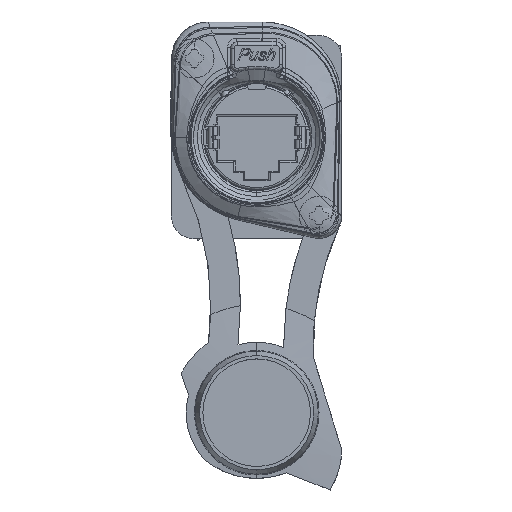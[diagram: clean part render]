
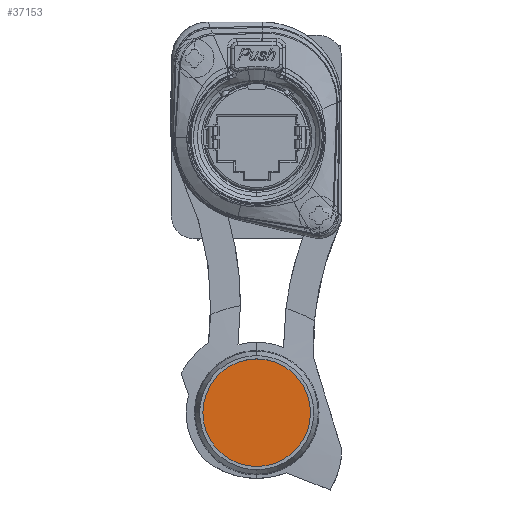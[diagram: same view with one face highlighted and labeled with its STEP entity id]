
A CAD part, top view. The second image highlights one B-rep face of the part: STEP entity #37153.
In plain terms, the highlighted planar face has unit normal (0, 0, 1).
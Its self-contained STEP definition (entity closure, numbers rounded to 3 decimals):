
#3724=CARTESIAN_POINT('',(0.,-42.,2.45));
#3725=DIRECTION('',(0.,0.,-1.));
#3726=DIRECTION('',(0.,1.,0.));
#3727=AXIS2_PLACEMENT_3D('',#3724,#3725,#3726);
#3733=CARTESIAN_POINT('',(0.,-42.,2.45));
#3734=DIRECTION('',(0.,0.,1.));
#3735=DIRECTION('',(0.,1.,0.));
#3736=AXIS2_PLACEMENT_3D('',#3733,#3734,#3735);
#27156=CARTESIAN_POINT('',(0.,-33.8,2.45));
#27158=VERTEX_POINT('',#27156);
#27162=CARTESIAN_POINT('',(0.,-50.2,2.45));
#27164=VERTEX_POINT('',#27162);
#37144=CARTESIAN_POINT('',(0.,-42.,2.45));
#37145=DIRECTION('',(0.,0.,-1.));
#37146=DIRECTION('',(0.,1.,0.));
#37147=AXIS2_PLACEMENT_3D('',#37144,#37145,#37146);
#37148=PLANE('',#37147);
#37149=ORIENTED_EDGE('',*,*,#37137,.F.);
#37150=ORIENTED_EDGE('',*,*,#37126,.T.);
#37151=EDGE_LOOP('',(#37149,#37150));
#37152=FACE_OUTER_BOUND('',#37151,.F.);
#37153=ADVANCED_FACE('',(#37152),#37148,.F.);
#3728=CIRCLE('',#3727,8.2);
#3737=CIRCLE('',#3736,8.2);
#37126=EDGE_CURVE('',#27158,#27164,#3728,.T.);
#37137=EDGE_CURVE('',#27158,#27164,#3737,.T.);
